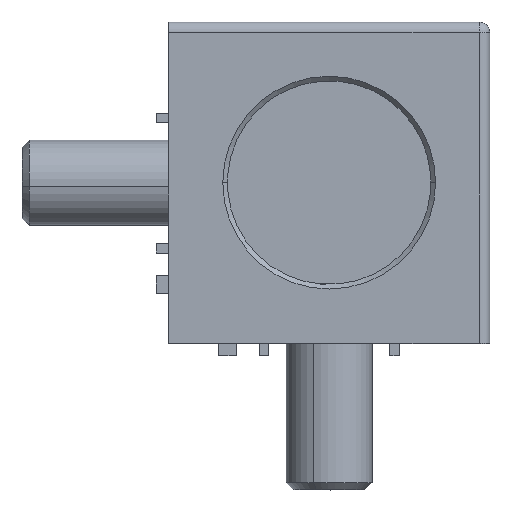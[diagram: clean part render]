
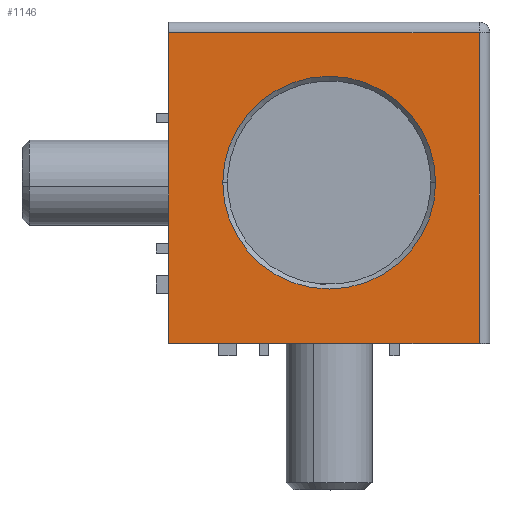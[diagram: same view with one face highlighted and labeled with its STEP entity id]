
A CAD part, top view. The second image highlights one B-rep face of the part: STEP entity #1146.
In plain terms, the highlighted planar face has unit normal (0, 0, 1).
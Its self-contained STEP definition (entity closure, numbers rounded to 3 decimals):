
#17 = CIRCLE ( 'NONE', #5204, 14.9 ) ;
#240 = PLANE ( 'NONE',  #472 ) ;
#261 = EDGE_CURVE ( 'NONE', #5646, #1618, #5001, .T. ) ;
#278 = LINE ( 'NONE', #894, #4920 ) ;
#309 = VERTEX_POINT ( 'NONE', #500 ) ;
#439 = DIRECTION ( 'NONE',  ( -1., 0., 0. ) ) ;
#472 = AXIS2_PLACEMENT_3D ( 'NONE', #1557, #4417, #439 ) ;
#491 = EDGE_CURVE ( 'NONE', #4694, #5646, #278, .T. ) ;
#500 = CARTESIAN_POINT ( 'NONE',  ( -14.9, 0., 22.5 ) ) ;
#894 = CARTESIAN_POINT ( 'NONE',  ( -22.5, -22.5, 22.5 ) ) ;
#1146 = ADVANCED_FACE ( 'NONE', ( #2308, #5719 ), #240, .F. ) ;
#1557 = CARTESIAN_POINT ( 'NONE',  ( -22.5, 22.5, 22.5 ) ) ;
#1592 = EDGE_LOOP ( 'NONE', ( #1593, #4937, #4166, #2251 ) ) ;
#1593 = ORIENTED_EDGE ( 'NONE', *, *, #491, .T. ) ;
#1618 = VERTEX_POINT ( 'NONE', #1727 ) ;
#1664 = EDGE_CURVE ( 'NONE', #1801, #309, #17, .T. ) ;
#1727 = CARTESIAN_POINT ( 'NONE',  ( 21., 21., 22.5 ) ) ;
#1801 = VERTEX_POINT ( 'NONE', #4422 ) ;
#1820 = CARTESIAN_POINT ( 'NONE',  ( 0., 0., 22.5 ) ) ;
#1842 = EDGE_CURVE ( 'NONE', #1618, #4776, #1947, .T. ) ;
#1947 = LINE ( 'NONE', #4613, #4003 ) ;
#2012 = DIRECTION ( 'NONE',  ( 0., 0., -1. ) ) ;
#2212 = ORIENTED_EDGE ( 'NONE', *, *, #1664, .T. ) ;
#2251 = ORIENTED_EDGE ( 'NONE', *, *, #2454, .T. ) ;
#2308 = FACE_BOUND ( 'NONE', #3636, .T. ) ;
#2454 = EDGE_CURVE ( 'NONE', #4776, #4694, #3457, .T. ) ;
#2490 = DIRECTION ( 'NONE',  ( -1., 0., 0. ) ) ;
#2628 = VECTOR ( 'NONE', #5061, 1000. ) ;
#2660 = DIRECTION ( 'NONE',  ( 0., 0., -1. ) ) ;
#2826 = CARTESIAN_POINT ( 'NONE',  ( -22.5, 21., 22.5 ) ) ;
#2832 = CARTESIAN_POINT ( 'NONE',  ( 21., -22.5, 22.5 ) ) ;
#3457 = LINE ( 'NONE', #4341, #5703 ) ;
#3636 = EDGE_LOOP ( 'NONE', ( #2212, #4239 ) ) ;
#3706 = DIRECTION ( 'NONE',  ( -1., 0., 0. ) ) ;
#3887 = DIRECTION ( 'NONE',  ( -1., 0., 0. ) ) ;
#3956 = CARTESIAN_POINT ( 'NONE',  ( -22.5, -22.5, 22.5 ) ) ;
#4003 = VECTOR ( 'NONE', #3706, 1000. ) ;
#4166 = ORIENTED_EDGE ( 'NONE', *, *, #1842, .T. ) ;
#4212 = CIRCLE ( 'NONE', #4712, 14.9 ) ;
#4239 = ORIENTED_EDGE ( 'NONE', *, *, #5768, .T. ) ;
#4317 = DIRECTION ( 'NONE',  ( 0., -1., 0. ) ) ;
#4341 = CARTESIAN_POINT ( 'NONE',  ( -22.5, 22.5, 22.5 ) ) ;
#4408 = CARTESIAN_POINT ( 'NONE',  ( 0., 0., 22.5 ) ) ;
#4417 = DIRECTION ( 'NONE',  ( 0., 0., -1. ) ) ;
#4422 = CARTESIAN_POINT ( 'NONE',  ( 14.9, 0., 22.5 ) ) ;
#4613 = CARTESIAN_POINT ( 'NONE',  ( -22.5, 21., 22.5 ) ) ;
#4694 = VERTEX_POINT ( 'NONE', #3956 ) ;
#4712 = AXIS2_PLACEMENT_3D ( 'NONE', #1820, #2012, #3887 ) ;
#4776 = VERTEX_POINT ( 'NONE', #2826 ) ;
#4880 = CARTESIAN_POINT ( 'NONE',  ( 21., 22.5, 22.5 ) ) ;
#4920 = VECTOR ( 'NONE', #5661, 1000. ) ;
#4937 = ORIENTED_EDGE ( 'NONE', *, *, #261, .T. ) ;
#5001 = LINE ( 'NONE', #4880, #2628 ) ;
#5061 = DIRECTION ( 'NONE',  ( 0., 1., 0. ) ) ;
#5204 = AXIS2_PLACEMENT_3D ( 'NONE', #4408, #2660, #2490 ) ;
#5646 = VERTEX_POINT ( 'NONE', #2832 ) ;
#5661 = DIRECTION ( 'NONE',  ( 1., 0., 0. ) ) ;
#5703 = VECTOR ( 'NONE', #4317, 1000. ) ;
#5719 = FACE_OUTER_BOUND ( 'NONE', #1592, .T. ) ;
#5768 = EDGE_CURVE ( 'NONE', #309, #1801, #4212, .T. ) ;
